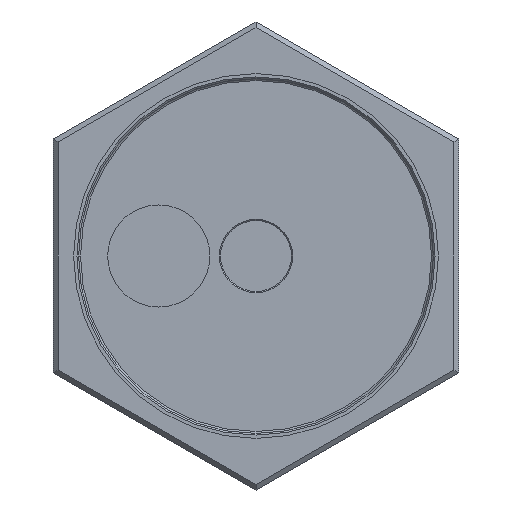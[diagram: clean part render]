
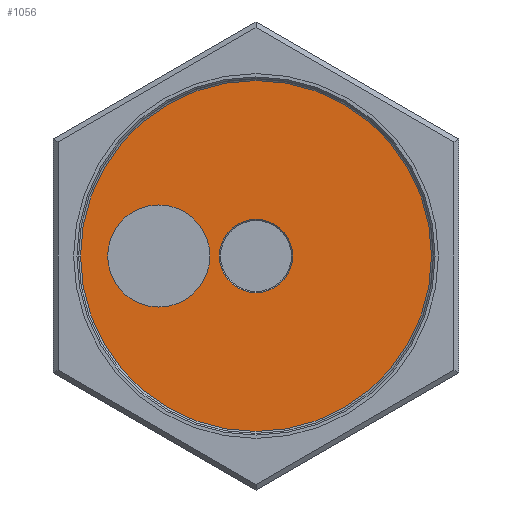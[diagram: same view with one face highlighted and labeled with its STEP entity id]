
A CAD part, left-side view. The second image highlights one B-rep face of the part: STEP entity #1056.
In plain terms, the highlighted planar face has unit normal (-1, 0, 0).
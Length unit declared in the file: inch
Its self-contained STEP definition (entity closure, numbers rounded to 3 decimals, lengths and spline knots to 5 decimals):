
#362=CARTESIAN_POINT('',(0.59,0.,0.));
#363=DIRECTION('',(1.,0.,0.));
#364=DIRECTION('',(0.,1.,0.));
#365=AXIS2_PLACEMENT_3D('',#362,#363,#364);
#380=CARTESIAN_POINT('',(0.59,0.,0.));
#381=DIRECTION('',(1.,0.,0.));
#382=DIRECTION('',(0.,1.,0.));
#383=AXIS2_PLACEMENT_3D('',#380,#381,#382);
#385=CARTESIAN_POINT('',(0.59,0.,0.));
#386=DIRECTION('',(1.,0.,0.));
#387=DIRECTION('',(0.,-1.,0.));
#388=AXIS2_PLACEMENT_3D('',#385,#386,#387);
#390=CARTESIAN_POINT('',(0.59,0.6,0.));
#391=DIRECTION('',(1.,0.,0.));
#392=DIRECTION('',(0.,1.,0.));
#393=AXIS2_PLACEMENT_3D('',#390,#391,#392);
#395=CARTESIAN_POINT('',(0.59,0.6,0.));
#396=DIRECTION('',(1.,0.,0.));
#397=DIRECTION('',(0.,-1.,0.));
#398=AXIS2_PLACEMENT_3D('',#395,#396,#397);
#474=CARTESIAN_POINT('',(0.59,0.,0.));
#475=DIRECTION('',(1.,0.,0.));
#476=DIRECTION('',(0.,-1.,0.));
#477=AXIS2_PLACEMENT_3D('',#474,#475,#476);
#534=CARTESIAN_POINT('',(0.59,1.0825,0.));
#535=CARTESIAN_POINT('',(0.59,-1.0825,0.));
#536=VERTEX_POINT('',#534);
#537=VERTEX_POINT('',#535);
#542=CARTESIAN_POINT('',(0.59,-0.226,0.));
#543=CARTESIAN_POINT('',(0.59,0.226,0.));
#544=VERTEX_POINT('',#542);
#545=VERTEX_POINT('',#543);
#602=CARTESIAN_POINT('',(0.59,0.915,0.));
#603=CARTESIAN_POINT('',(0.59,0.285,0.));
#604=VERTEX_POINT('',#602);
#605=VERTEX_POINT('',#603);
#1034=CARTESIAN_POINT('',(0.59,0.,0.));
#1035=DIRECTION('',(1.,0.,0.));
#1036=DIRECTION('',(0.,1.,0.));
#1037=AXIS2_PLACEMENT_3D('',#1034,#1035,#1036);
#1038=PLANE('',#1037);
#1040=ORIENTED_EDGE('',*,*,#1039,.T.);
#1042=ORIENTED_EDGE('',*,*,#1041,.T.);
#1043=EDGE_LOOP('',(#1040,#1042));
#1044=FACE_OUTER_BOUND('',#1043,.F.);
#1046=ORIENTED_EDGE('',*,*,#1045,.F.);
#1047=ORIENTED_EDGE('',*,*,#1024,.F.);
#1048=EDGE_LOOP('',(#1046,#1047));
#1049=FACE_BOUND('',#1048,.F.);
#1051=ORIENTED_EDGE('',*,*,#1050,.F.);
#1053=ORIENTED_EDGE('',*,*,#1052,.F.);
#1054=EDGE_LOOP('',(#1051,#1053));
#1055=FACE_BOUND('',#1054,.F.);
#1056=ADVANCED_FACE('',(#1044,#1049,#1055),#1038,.F.);
#366=CIRCLE('',#365,0.226);
#384=CIRCLE('',#383,1.0825);
#389=CIRCLE('',#388,1.0825);
#394=CIRCLE('',#393,0.315);
#399=CIRCLE('',#398,0.315);
#478=CIRCLE('',#477,0.226);
#1024=EDGE_CURVE('',#545,#544,#366,.T.);
#1039=EDGE_CURVE('',#536,#537,#384,.T.);
#1041=EDGE_CURVE('',#537,#536,#389,.T.);
#1045=EDGE_CURVE('',#544,#545,#478,.T.);
#1050=EDGE_CURVE('',#604,#605,#394,.T.);
#1052=EDGE_CURVE('',#605,#604,#399,.T.);
